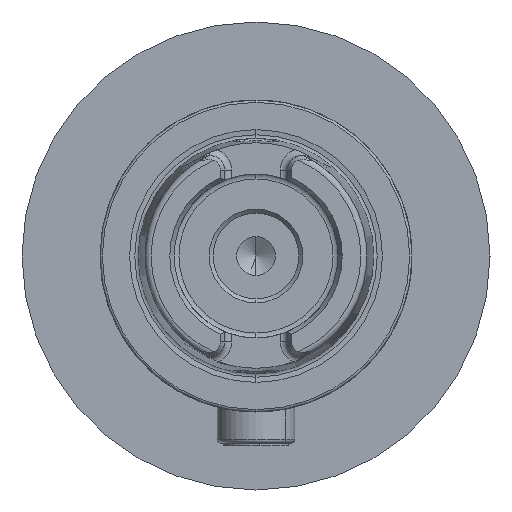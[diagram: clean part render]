
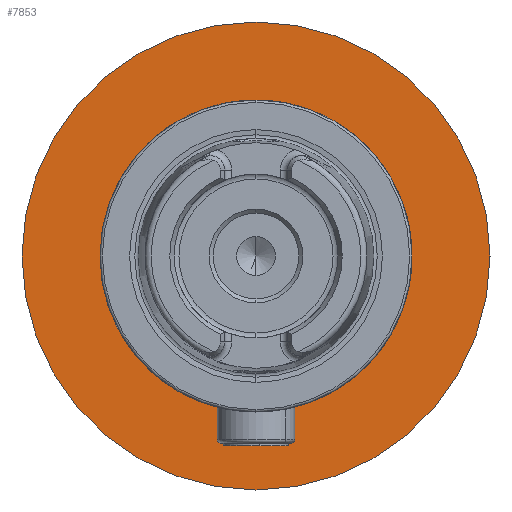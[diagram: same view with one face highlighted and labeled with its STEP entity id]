
A CAD part, left-side view. The second image highlights one B-rep face of the part: STEP entity #7853.
In plain terms, the highlighted planar face has unit normal (-1, 0, 0).
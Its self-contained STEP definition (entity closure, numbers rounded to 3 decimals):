
#49 = CARTESIAN_POINT ( 'NONE',  ( 35., 0., 30. ) ) ;
#351 = AXIS2_PLACEMENT_3D ( 'NONE', #8049, #1516, #8142 ) ;
#409 = EDGE_LOOP ( 'NONE', ( #2389, #1723 ) ) ;
#412 = DIRECTION ( 'NONE',  ( 0., 0., 1. ) ) ;
#443 = CIRCLE ( 'NONE', #1205, 17.3 ) ;
#1161 = AXIS2_PLACEMENT_3D ( 'NONE', #1753, #9175, #412 ) ;
#1205 = AXIS2_PLACEMENT_3D ( 'NONE', #3484, #5633, #2787 ) ;
#1516 = DIRECTION ( 'NONE',  ( -1., 0., 0. ) ) ;
#1709 = DIRECTION ( 'NONE',  ( -1., 0., 0. ) ) ;
#1723 = ORIENTED_EDGE ( 'NONE', *, *, #5942, .T. ) ;
#1753 = CARTESIAN_POINT ( 'NONE',  ( 35., 0., 0. ) ) ;
#2173 = VERTEX_POINT ( 'NONE', #2280 ) ;
#2267 = EDGE_CURVE ( 'NONE', #8710, #4530, #6410, .T. ) ;
#2280 = CARTESIAN_POINT ( 'NONE',  ( 35., 0., -17.3 ) ) ;
#2389 = ORIENTED_EDGE ( 'NONE', *, *, #2267, .T. ) ;
#2690 = DIRECTION ( 'NONE',  ( 0., 0., -1. ) ) ;
#2787 = DIRECTION ( 'NONE',  ( 0., 0., 1. ) ) ;
#2875 = FACE_BOUND ( 'NONE', #4226, .T. ) ;
#2916 = AXIS2_PLACEMENT_3D ( 'NONE', #5307, #1709, #8992 ) ;
#3484 = CARTESIAN_POINT ( 'NONE',  ( 35., 0., 0. ) ) ;
#3751 = EDGE_CURVE ( 'NONE', #6125, #2173, #443, .T. ) ;
#4226 = EDGE_LOOP ( 'NONE', ( #7665, #7014 ) ) ;
#4530 = VERTEX_POINT ( 'NONE', #8111 ) ;
#4638 = CIRCLE ( 'NONE', #1161, 30. ) ;
#4858 = DIRECTION ( 'NONE',  ( 1., 0., 0. ) ) ;
#5307 = CARTESIAN_POINT ( 'NONE',  ( 35., 0., 0. ) ) ;
#5633 = DIRECTION ( 'NONE',  ( -1., 0., 0. ) ) ;
#5677 = FACE_OUTER_BOUND ( 'NONE', #409, .T. ) ;
#5942 = EDGE_CURVE ( 'NONE', #4530, #8710, #4638, .T. ) ;
#6024 = CARTESIAN_POINT ( 'NONE',  ( 35., 0., 17.3 ) ) ;
#6125 = VERTEX_POINT ( 'NONE', #6024 ) ;
#6140 = CIRCLE ( 'NONE', #351, 17.3 ) ;
#6410 = CIRCLE ( 'NONE', #2916, 30. ) ;
#6481 = PLANE ( 'NONE',  #7958 ) ;
#7014 = ORIENTED_EDGE ( 'NONE', *, *, #7924, .F. ) ;
#7111 = CARTESIAN_POINT ( 'NONE',  ( 35., 17.3, 0. ) ) ;
#7665 = ORIENTED_EDGE ( 'NONE', *, *, #3751, .F. ) ;
#7853 = ADVANCED_FACE ( 'NONE', ( #2875, #5677 ), #6481, .F. ) ;
#7924 = EDGE_CURVE ( 'NONE', #2173, #6125, #6140, .T. ) ;
#7958 = AXIS2_PLACEMENT_3D ( 'NONE', #7111, #4858, #2690 ) ;
#8049 = CARTESIAN_POINT ( 'NONE',  ( 35., 0., 0. ) ) ;
#8111 = CARTESIAN_POINT ( 'NONE',  ( 35., 0., -30. ) ) ;
#8142 = DIRECTION ( 'NONE',  ( 0., 0., 1. ) ) ;
#8710 = VERTEX_POINT ( 'NONE', #49 ) ;
#8992 = DIRECTION ( 'NONE',  ( 0., 0., 1. ) ) ;
#9175 = DIRECTION ( 'NONE',  ( -1., 0., 0. ) ) ;
